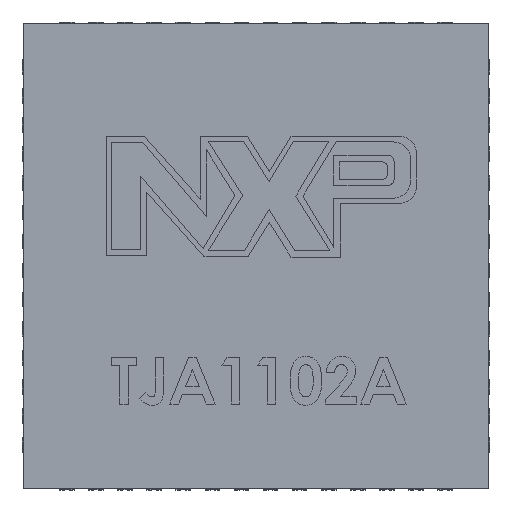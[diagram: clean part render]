
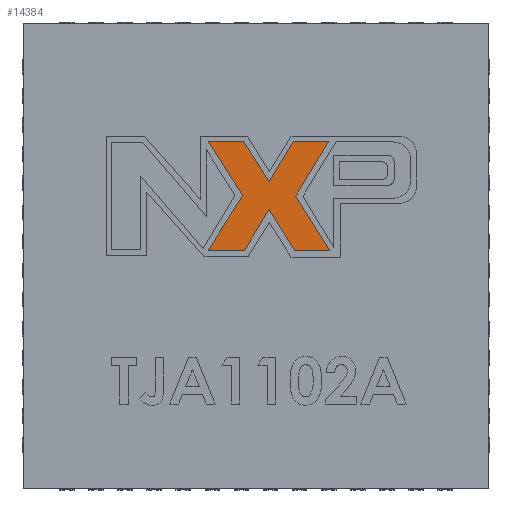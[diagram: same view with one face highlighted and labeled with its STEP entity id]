
A CAD part, top view. The second image highlights one B-rep face of the part: STEP entity #14384.
In plain terms, the highlighted planar face has unit normal (0, 0, 1).
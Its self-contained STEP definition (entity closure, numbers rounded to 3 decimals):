
#458 = EDGE_CURVE ( 'NONE', #23256, #8141, #7553, .T. ) ;
#500 = VECTOR ( 'NONE', #7011, 1000. ) ;
#704 = ORIENTED_EDGE ( 'NONE', *, *, #18142, .F. ) ;
#1088 = CARTESIAN_POINT ( 'NONE',  ( 0.954, 0.596, 0.85 ) ) ;
#1582 = ORIENTED_EDGE ( 'NONE', *, *, #11975, .F. ) ;
#1697 = VECTOR ( 'NONE', #3239, 1000. ) ;
#1828 = DIRECTION ( 'NONE',  ( 0.533, 0.846, 0. ) ) ;
#2058 = DIRECTION ( 'NONE',  ( -0.514, -0.858, 0. ) ) ;
#2155 = CARTESIAN_POINT ( 'NONE',  ( 0.665, 0.092, 0.85 ) ) ;
#2327 = CARTESIAN_POINT ( 'NONE',  ( 0.224, 1.275, 0.85 ) ) ;
#2833 = VECTOR ( 'NONE', #16053, 1000. ) ;
#2987 = PLANE ( 'NONE',  #4407 ) ;
#3231 = DIRECTION ( 'NONE',  ( -0.535, 0.845, 0. ) ) ;
#3239 = DIRECTION ( 'NONE',  ( -1., 0., 0. ) ) ;
#3367 = CARTESIAN_POINT ( 'NONE',  ( 0.307, 0.194, 0.85 ) ) ;
#3376 = LINE ( 'NONE', #21064, #1697 ) ;
#4122 = LINE ( 'NONE', #10742, #5121 ) ;
#4133 = ORIENTED_EDGE ( 'NONE', *, *, #5828, .F. ) ;
#4407 = AXIS2_PLACEMENT_3D ( 'NONE', #11761, #20815, #11902 ) ;
#4899 = VECTOR ( 'NONE', #9844, 1000. ) ;
#5068 = VERTEX_POINT ( 'NONE', #21671 ) ;
#5100 = ORIENTED_EDGE ( 'NONE', *, *, #7037, .F. ) ;
#5121 = VECTOR ( 'NONE', #1828, 1000. ) ;
#5423 = VERTEX_POINT ( 'NONE', #2327 ) ;
#5828 = EDGE_CURVE ( 'NONE', #23009, #18315, #17394, .T. ) ;
#6097 = CARTESIAN_POINT ( 'NONE',  ( -0.82, 0.098, 0.85 ) ) ;
#6110 = VECTOR ( 'NONE', #26998, 1000. ) ;
#6207 = EDGE_CURVE ( 'NONE', #14941, #20259, #4122, .T. ) ;
#6228 = CARTESIAN_POINT ( 'NONE',  ( -0.228, 1.038, 0.85 ) ) ;
#6667 = VECTOR ( 'NONE', #23224, 1000. ) ;
#6826 = CARTESIAN_POINT ( 'NONE',  ( -0.196, 0.098, 0.85 ) ) ;
#7011 = DIRECTION ( 'NONE',  ( 1., 0., 0. ) ) ;
#7037 = EDGE_CURVE ( 'NONE', #5068, #23009, #17000, .T. ) ;
#7467 = CARTESIAN_POINT ( 'NONE',  ( 0.642, 1.972, 0.85 ) ) ;
#7553 = LINE ( 'NONE', #27394, #2833 ) ;
#8141 = VERTEX_POINT ( 'NONE', #26837 ) ;
#8254 = EDGE_CURVE ( 'NONE', #22883, #25469, #10274, .T. ) ;
#9442 = CARTESIAN_POINT ( 'NONE',  ( 0.734, 0.459, 0.85 ) ) ;
#9844 = DIRECTION ( 'NONE',  ( 0.53, -0.848, 0. ) ) ;
#10274 = LINE ( 'NONE', #14449, #6667 ) ;
#10484 = EDGE_LOOP ( 'NONE', ( #23117, #28113, #14311, #16875, #4133, #5100, #15423, #19660, #1582, #20699, #704, #26548 ) ) ;
#10742 = CARTESIAN_POINT ( 'NONE',  ( -0.631, 0.398, 0.85 ) ) ;
#11234 = EDGE_CURVE ( 'NONE', #18315, #24032, #23914, .T. ) ;
#11761 = CARTESIAN_POINT ( 'NONE',  ( 0., 0., 0.85 ) ) ;
#11902 = DIRECTION ( 'NONE',  ( 1., 0., 0. ) ) ;
#11975 = EDGE_CURVE ( 'NONE', #24396, #23256, #22687, .T. ) ;
#12674 = DIRECTION ( 'NONE',  ( -1., 0., 0. ) ) ;
#12987 = CARTESIAN_POINT ( 'NONE',  ( -0.187, 0.112, 0.85 ) ) ;
#13489 = VECTOR ( 'NONE', #3231, 1000. ) ;
#13906 = LINE ( 'NONE', #9442, #6110 ) ;
#13917 = FACE_OUTER_BOUND ( 'NONE', #10484, .T. ) ;
#14311 = ORIENTED_EDGE ( 'NONE', *, *, #21237, .F. ) ;
#14384 = ADVANCED_FACE ( 'NONE', ( #13917 ), #2987, .T. ) ;
#14449 = CARTESIAN_POINT ( 'NONE',  ( 0., 1.972, 0.85 ) ) ;
#14941 = VERTEX_POINT ( 'NONE', #6097 ) ;
#15085 = DIRECTION ( 'NONE',  ( -0.53, 0.848, 0. ) ) ;
#15423 = ORIENTED_EDGE ( 'NONE', *, *, #21224, .F. ) ;
#15691 = VECTOR ( 'NONE', #23074, 1000. ) ;
#16053 = DIRECTION ( 'NONE',  ( -0.514, -0.858, 0. ) ) ;
#16373 = CARTESIAN_POINT ( 'NONE',  ( 1.249, 1.972, 0.85 ) ) ;
#16875 = ORIENTED_EDGE ( 'NONE', *, *, #11234, .F. ) ;
#17000 = LINE ( 'NONE', #26596, #17547 ) ;
#17394 = LINE ( 'NONE', #26163, #22024 ) ;
#17547 = VECTOR ( 'NONE', #12674, 1000. ) ;
#18142 = EDGE_CURVE ( 'NONE', #25469, #5423, #13906, .T. ) ;
#18315 = VERTEX_POINT ( 'NONE', #23801 ) ;
#18557 = CARTESIAN_POINT ( 'NONE',  ( -0.82, 1.972, 0.85 ) ) ;
#18590 = EDGE_CURVE ( 'NONE', #20259, #22883, #20634, .T. ) ;
#18749 = LINE ( 'NONE', #27526, #15691 ) ;
#19660 = ORIENTED_EDGE ( 'NONE', *, *, #458, .F. ) ;
#20094 = EDGE_CURVE ( 'NONE', #5423, #24396, #18749, .T. ) ;
#20259 = VERTEX_POINT ( 'NONE', #6228 ) ;
#20634 = LINE ( 'NONE', #3367, #13489 ) ;
#20699 = ORIENTED_EDGE ( 'NONE', *, *, #20094, .F. ) ;
#20815 = DIRECTION ( 'NONE',  ( 0., 0., 1. ) ) ;
#21064 = CARTESIAN_POINT ( 'NONE',  ( 0., 0.098, 0.85 ) ) ;
#21224 = EDGE_CURVE ( 'NONE', #8141, #5068, #25086, .T. ) ;
#21237 = EDGE_CURVE ( 'NONE', #24032, #14941, #3376, .T. ) ;
#21671 = CARTESIAN_POINT ( 'NONE',  ( 1.268, 0.092, 0.85 ) ) ;
#22024 = VECTOR ( 'NONE', #15085, 1000. ) ;
#22054 = VECTOR ( 'NONE', #2058, 1000. ) ;
#22687 = LINE ( 'NONE', #26715, #500 ) ;
#22883 = VERTEX_POINT ( 'NONE', #18557 ) ;
#23009 = VERTEX_POINT ( 'NONE', #2155 ) ;
#23074 = DIRECTION ( 'NONE',  ( 0.514, 0.858, 0. ) ) ;
#23117 = ORIENTED_EDGE ( 'NONE', *, *, #18590, .F. ) ;
#23224 = DIRECTION ( 'NONE',  ( 1., 0., 0. ) ) ;
#23256 = VERTEX_POINT ( 'NONE', #16373 ) ;
#23484 = CARTESIAN_POINT ( 'NONE',  ( -0.211, 1.972, 0.85 ) ) ;
#23801 = CARTESIAN_POINT ( 'NONE',  ( 0.224, 0.798, 0.85 ) ) ;
#23914 = LINE ( 'NONE', #12987, #22054 ) ;
#24032 = VERTEX_POINT ( 'NONE', #6826 ) ;
#24396 = VERTEX_POINT ( 'NONE', #7467 ) ;
#25086 = LINE ( 'NONE', #1088, #4899 ) ;
#25469 = VERTEX_POINT ( 'NONE', #23484 ) ;
#26163 = CARTESIAN_POINT ( 'NONE',  ( 0.52, 0.325, 0.85 ) ) ;
#26548 = ORIENTED_EDGE ( 'NONE', *, *, #8254, .F. ) ;
#26596 = CARTESIAN_POINT ( 'NONE',  ( 0., 0.092, 0.85 ) ) ;
#26715 = CARTESIAN_POINT ( 'NONE',  ( 0., 1.972, 0.85 ) ) ;
#26837 = CARTESIAN_POINT ( 'NONE',  ( 0.683, 1.028, 0.85 ) ) ;
#26998 = DIRECTION ( 'NONE',  ( 0.53, -0.848, 0. ) ) ;
#27394 = CARTESIAN_POINT ( 'NONE',  ( 0.049, -0.03, 0.85 ) ) ;
#27526 = CARTESIAN_POINT ( 'NONE',  ( -0.398, 0.238, 0.85 ) ) ;
#28113 = ORIENTED_EDGE ( 'NONE', *, *, #6207, .F. ) ;
